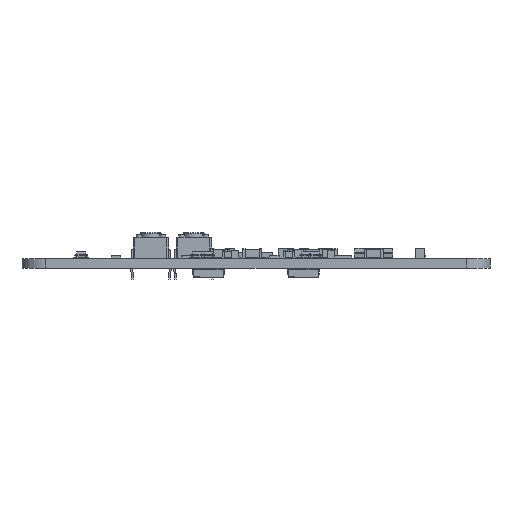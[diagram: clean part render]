
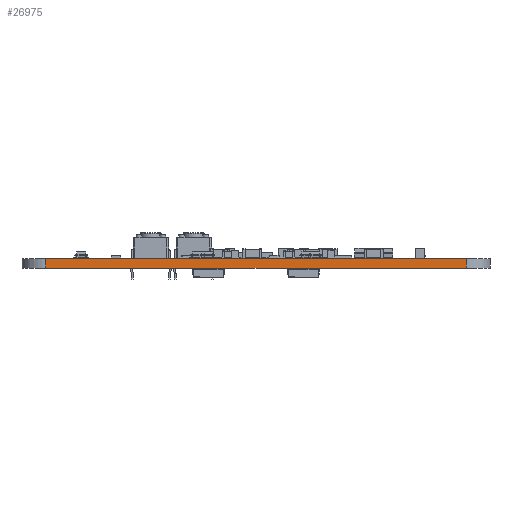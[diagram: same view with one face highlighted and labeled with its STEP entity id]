
A CAD part, front view. The second image highlights one B-rep face of the part: STEP entity #26975.
In plain terms, the highlighted planar face has unit normal (0, -1, 0).
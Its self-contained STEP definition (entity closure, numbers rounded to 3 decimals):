
#25324 = VERTEX_POINT('',#25325);
#25325 = CARTESIAN_POINT('',(89.5,-153.5,0.));
#25332 = EDGE_CURVE('',#25333,#25324,#25335,.T.);
#25333 = VERTEX_POINT('',#25334);
#25334 = CARTESIAN_POINT('',(160.5,-153.5,0.));
#25335 = LINE('',#25336,#25337);
#25336 = CARTESIAN_POINT('',(160.5,-153.5,0.));
#25337 = VECTOR('',#25338,1.);
#25338 = DIRECTION('',(-1.,0.,0.));
#26136 = VERTEX_POINT('',#26137);
#26137 = CARTESIAN_POINT('',(89.5,-153.5,1.6));
#26144 = EDGE_CURVE('',#26145,#26136,#26147,.T.);
#26145 = VERTEX_POINT('',#26146);
#26146 = CARTESIAN_POINT('',(160.5,-153.5,1.6));
#26147 = LINE('',#26148,#26149);
#26148 = CARTESIAN_POINT('',(160.5,-153.5,1.6));
#26149 = VECTOR('',#26150,1.);
#26150 = DIRECTION('',(-1.,0.,0.));
#26947 = EDGE_CURVE('',#25333,#26145,#26948,.T.);
#26948 = LINE('',#26949,#26950);
#26949 = CARTESIAN_POINT('',(160.5,-153.5,0.));
#26950 = VECTOR('',#26951,1.);
#26951 = DIRECTION('',(0.,0.,1.));
#26975 = ADVANCED_FACE('',(#26976),#26987,.T.);
#26976 = FACE_BOUND('',#26977,.T.);
#26977 = EDGE_LOOP('',(#26978,#26979,#26980,#26986));
#26978 = ORIENTED_EDGE('',*,*,#26947,.T.);
#26979 = ORIENTED_EDGE('',*,*,#26144,.T.);
#26980 = ORIENTED_EDGE('',*,*,#26981,.F.);
#26981 = EDGE_CURVE('',#25324,#26136,#26982,.T.);
#26982 = LINE('',#26983,#26984);
#26983 = CARTESIAN_POINT('',(89.5,-153.5,0.));
#26984 = VECTOR('',#26985,1.);
#26985 = DIRECTION('',(0.,0.,1.));
#26986 = ORIENTED_EDGE('',*,*,#25332,.F.);
#26987 = PLANE('',#26988);
#26988 = AXIS2_PLACEMENT_3D('',#26989,#26990,#26991);
#26989 = CARTESIAN_POINT('',(160.5,-153.5,0.));
#26990 = DIRECTION('',(0.,-1.,0.));
#26991 = DIRECTION('',(-1.,0.,0.));
